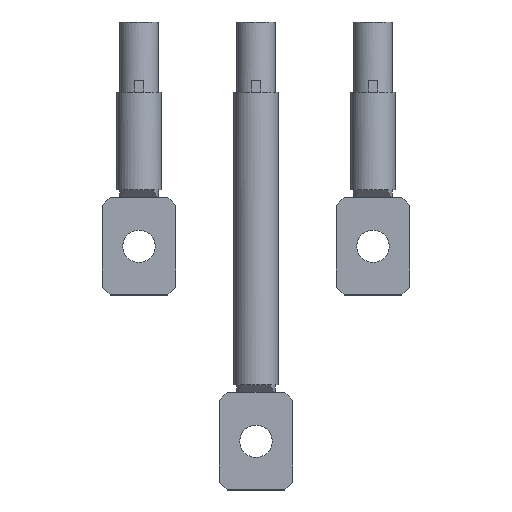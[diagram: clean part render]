
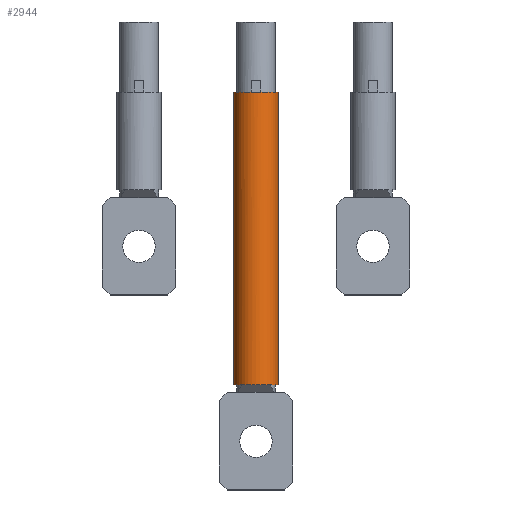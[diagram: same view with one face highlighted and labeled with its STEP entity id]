
A CAD part, top view. The second image highlights one B-rep face of the part: STEP entity #2944.
In plain terms, the highlighted cylindrical face has radius 5.65 mm (diameter 11.3 mm), a partial arc.
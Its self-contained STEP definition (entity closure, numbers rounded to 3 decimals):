
#2387=AXIS2_PLACEMENT_3D('Circle Axis2P3D',#2385,#2386,$) ;
#2597=AXIS2_PLACEMENT_3D('Circle Axis2P3D',#2595,#2596,$) ;
#2910=AXIS2_PLACEMENT_3D('Cylinder Axis2P3D',#2907,#2908,#2909) ;
#2914=AXIS2_PLACEMENT_3D('Circle Axis2P3D',#2912,#2913,$) ;
#2921=AXIS2_PLACEMENT_3D('Circle Axis2P3D',#2919,#2920,$) ;
#2357=CARTESIAN_POINT('Vertex',(-1.25,-3.,63.51)) ;
#2382=CARTESIAN_POINT('Vertex',(1.25,-3.,63.51)) ;
#2385=CARTESIAN_POINT('Axis2P3D Location',(0.,-3.,58.)) ;
#2595=CARTESIAN_POINT('Axis2P3D Location',(0.,-78.,58.)) ;
#2599=CARTESIAN_POINT('Vertex',(5.65,-78.,58.)) ;
#2601=CARTESIAN_POINT('Vertex',(-5.65,-78.,58.)) ;
#2907=CARTESIAN_POINT('Axis2P3D Location',(0.,-40.5,58.)) ;
#2912=CARTESIAN_POINT('Axis2P3D Location',(0.,-3.,58.)) ;
#2916=CARTESIAN_POINT('Vertex',(5.65,-3.,58.)) ;
#2919=CARTESIAN_POINT('Axis2P3D Location',(0.,-3.,58.)) ;
#2923=CARTESIAN_POINT('Vertex',(-5.65,-3.,58.)) ;
#2926=CARTESIAN_POINT('Line Origine',(-5.65,-40.5,58.)) ;
#2931=CARTESIAN_POINT('Line Origine',(5.65,-40.5,58.)) ;
#2386=DIRECTION('Axis2P3D Direction',(0.,-1.,0.)) ;
#2596=DIRECTION('Axis2P3D Direction',(0.,-1.,0.)) ;
#2908=DIRECTION('Axis2P3D Direction',(0.,-1.,0.)) ;
#2909=DIRECTION('Axis2P3D XDirection',(1.,0.,0.)) ;
#2913=DIRECTION('Axis2P3D Direction',(0.,-1.,0.)) ;
#2920=DIRECTION('Axis2P3D Direction',(0.,-1.,0.)) ;
#2927=DIRECTION('Vector Direction',(0.,-1.,0.)) ;
#2932=DIRECTION('Vector Direction',(0.,-1.,0.)) ;
#2928=VECTOR('Line Direction',#2927,1.) ;
#2933=VECTOR('Line Direction',#2932,1.) ;
#2937=ORIENTED_EDGE('',*,*,#2918,.T.) ;
#2938=ORIENTED_EDGE('',*,*,#2389,.T.) ;
#2939=ORIENTED_EDGE('',*,*,#2925,.T.) ;
#2940=ORIENTED_EDGE('',*,*,#2930,.F.) ;
#2941=ORIENTED_EDGE('',*,*,#2603,.F.) ;
#2942=ORIENTED_EDGE('',*,*,#2935,.T.) ;
#2944=ADVANCED_FACE('Terminali posteriori orientabili R superiori',(#2943),#2911,.T.) ;
#2388=CIRCLE('generated circle',#2387,5.65) ;
#2598=CIRCLE('generated circle',#2597,5.65) ;
#2915=CIRCLE('generated circle',#2914,5.65) ;
#2922=CIRCLE('generated circle',#2921,5.65) ;
#2911=CYLINDRICAL_SURFACE('generated cylinder',#2910,5.65) ;
#2389=EDGE_CURVE('',#2383,#2358,#2388,.T.) ;
#2603=EDGE_CURVE('',#2600,#2602,#2598,.T.) ;
#2918=EDGE_CURVE('',#2917,#2383,#2915,.T.) ;
#2925=EDGE_CURVE('',#2358,#2924,#2922,.T.) ;
#2930=EDGE_CURVE('',#2602,#2924,#2929,.F.) ;
#2935=EDGE_CURVE('',#2600,#2917,#2934,.F.) ;
#2936=EDGE_LOOP('',(#2937,#2938,#2939,#2940,#2941,#2942)) ;
#2943=FACE_OUTER_BOUND('',#2936,.T.) ;
#2929=LINE('Line',#2926,#2928) ;
#2934=LINE('Line',#2931,#2933) ;
#2358=VERTEX_POINT('',#2357) ;
#2383=VERTEX_POINT('',#2382) ;
#2600=VERTEX_POINT('',#2599) ;
#2602=VERTEX_POINT('',#2601) ;
#2917=VERTEX_POINT('',#2916) ;
#2924=VERTEX_POINT('',#2923) ;
